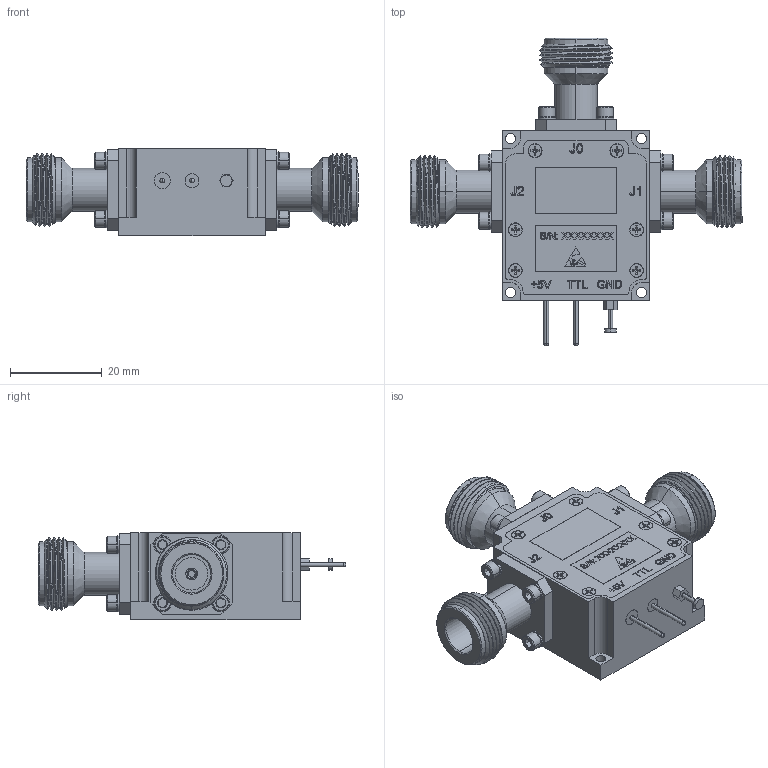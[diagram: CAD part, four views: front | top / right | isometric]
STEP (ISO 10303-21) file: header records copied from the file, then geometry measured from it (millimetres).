
FILE_DESCRIPTION (( 'STEP AP203' ), '1' );
FILE_NAME ('FMSW1103.step', '2020-09-08T22:20:07', ( '' ), ( '' ), 'SwSTEP 2.0', 'SolidWorks 2018', '' );
FILE_SCHEMA (( 'CONFIG_CONTROL_DESIGN' ));
Products named in the file (1): FMSW1103
Bounding box: 72.5 x 67.25 x 19.05 mm (x, y, z)
Volume: 28998 mm3; surface area: 10163.7 mm2
Topology: 1 solids, 7 shells, 1228 faces, 3118 edges, 2010 vertices
Faces by surface type: plane 660, cone 231, cylinder 184, bspline 149, sphere 4
Entity records: 49126 total; most frequent: CARTESIAN_POINT 20738, ORIENTED_EDGE 6220, DIRECTION 5284, EDGE_CURVE 3110, VERTEX_POINT 2006, AXIS2_PLACEMENT_3D 1764, VECTOR 1756, LINE 1756
